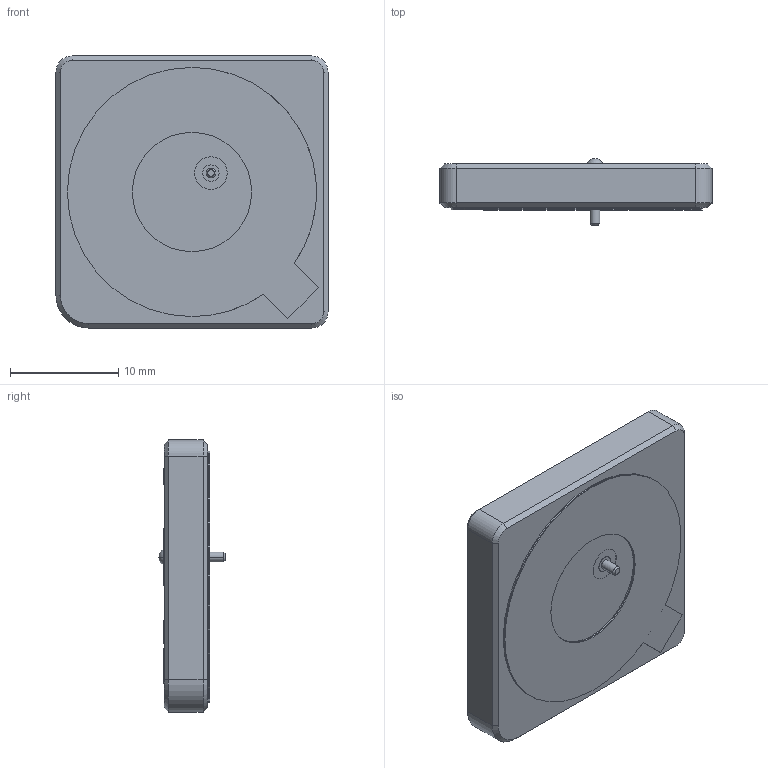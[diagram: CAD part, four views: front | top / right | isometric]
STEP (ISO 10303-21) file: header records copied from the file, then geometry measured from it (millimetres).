
FILE_DESCRIPTION (( 'STEP AP214' ), '1' );
FILE_NAME ('WDP.2458.25.4.B.02_web.STEP', '2022-03-15T15:18:16', ( '' ), ( '' ), 'SwSTEP 2.0', 'SolidWorks 2018', '' );
FILE_SCHEMA (( 'AUTOMOTIVE_DESIGN' ));
Length unit declared in the file: millimetre
Products named in the file (1): WDP.2458.25.4.B.02_web
Bounding box: 25.1 x 6.15 x 25.1 mm (x, y, z)
Surface area: 2280.7 mm2 (no closed solid volume)
Topology: 0 solids, 4 shells, 315 faces, 1301 edges, 925 vertices
Faces by surface type: plane 180, bspline 100, cylinder 23, cone 10, torus 2
Entity records: 20062 total; most frequent: CARTESIAN_POINT 7326, ORIENTED_EDGE 1958, DIRECTION 1343, EDGE_CURVE 1299, VERTEX_POINT 925, LINE 779, VECTOR 779, B_SPLINE_CURVE_WITH_KNOTS 454
